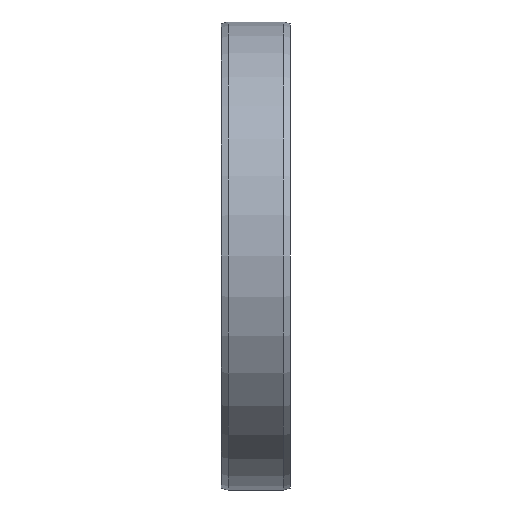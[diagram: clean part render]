
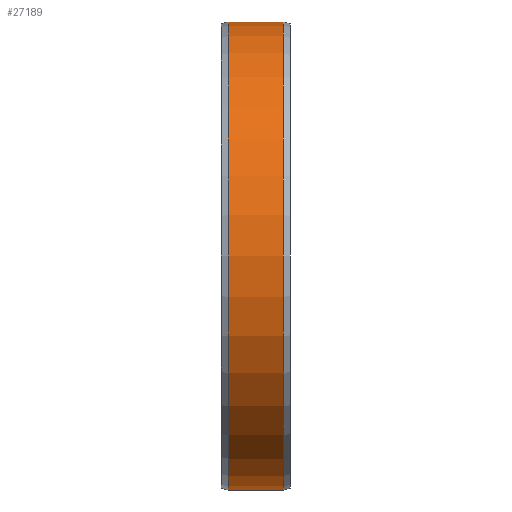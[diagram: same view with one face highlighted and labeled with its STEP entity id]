
A CAD part, left-side view. The second image highlights one B-rep face of the part: STEP entity #27189.
In plain terms, the highlighted cylindrical face has radius 34 mm (diameter 68 mm), a partial arc.
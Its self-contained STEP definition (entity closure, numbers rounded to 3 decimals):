
#26465=CARTESIAN_POINT('',(0.,-4.,0.));
#26466=DIRECTION('',(0.,1.,0.));
#26467=DIRECTION('',(0.,0.,-1.));
#26468=AXIS2_PLACEMENT_3D('',#26465,#26466,#26467);
#26473=DIRECTION('',(0.,1.,0.));
#26474=VECTOR('',#26473,8.);
#26475=CARTESIAN_POINT('',(0.,-4.,-34.));
#26476=LINE('',#26475,#26474);
#26488=DIRECTION('',(0.,1.,0.));
#26489=VECTOR('',#26488,8.);
#26490=CARTESIAN_POINT('',(0.,-4.,34.));
#26491=LINE('',#26490,#26489);
#26517=CARTESIAN_POINT('',(0.,4.,0.));
#26518=DIRECTION('',(0.,1.,0.));
#26519=DIRECTION('',(0.,0.,-1.));
#26520=AXIS2_PLACEMENT_3D('',#26517,#26518,#26519);
#26826=CARTESIAN_POINT('',(0.,-4.,-34.));
#26828=VERTEX_POINT('',#26826);
#26829=CARTESIAN_POINT('',(0.,4.,-34.));
#26830=VERTEX_POINT('',#26829);
#26870=CARTESIAN_POINT('',(0.,-4.,34.));
#26872=VERTEX_POINT('',#26870);
#26873=CARTESIAN_POINT('',(0.,4.,34.));
#26874=VERTEX_POINT('',#26873);
#27175=CARTESIAN_POINT('',(0.,-5.5,0.));
#27176=DIRECTION('',(0.,1.,0.));
#27177=DIRECTION('',(0.,0.,-1.));
#27178=AXIS2_PLACEMENT_3D('',#27175,#27176,#27177);
#27179=CYLINDRICAL_SURFACE('',#27178,34.);
#27181=ORIENTED_EDGE('',*,*,#27180,.T.);
#27183=ORIENTED_EDGE('',*,*,#27182,.T.);
#27185=ORIENTED_EDGE('',*,*,#27184,.F.);
#27186=ORIENTED_EDGE('',*,*,#27168,.F.);
#27187=EDGE_LOOP('',(#27181,#27183,#27185,#27186));
#27188=FACE_OUTER_BOUND('',#27187,.F.);
#26469=CIRCLE('',#26468,34.);
#26521=CIRCLE('',#26520,34.);
#27168=EDGE_CURVE('',#26828,#26872,#26469,.T.);
#27180=EDGE_CURVE('',#26828,#26830,#26476,.T.);
#27182=EDGE_CURVE('',#26830,#26874,#26521,.T.);
#27184=EDGE_CURVE('',#26872,#26874,#26491,.T.);
#27189=ADVANCED_FACE('',(#27188),#27179,.T.);
